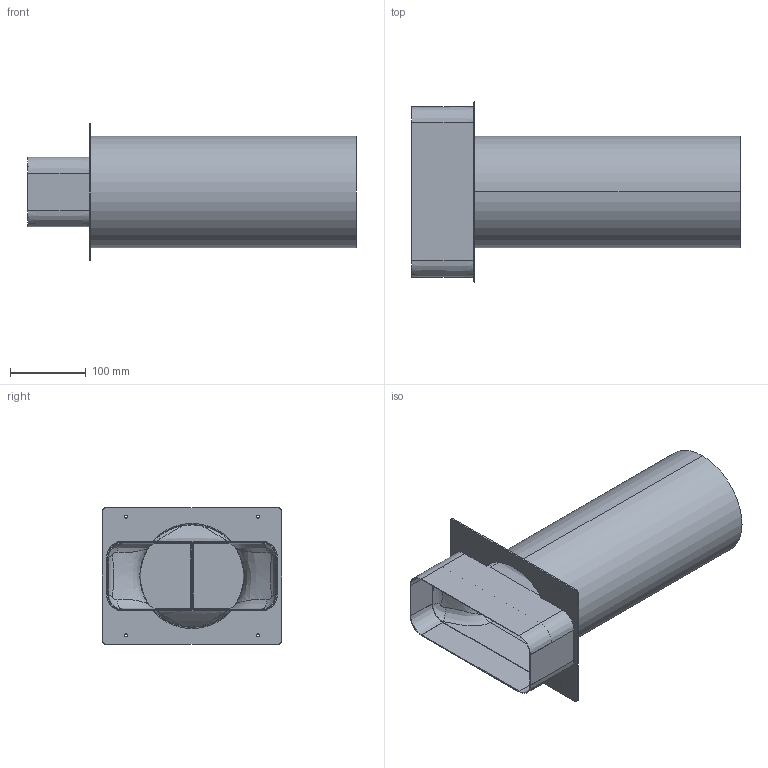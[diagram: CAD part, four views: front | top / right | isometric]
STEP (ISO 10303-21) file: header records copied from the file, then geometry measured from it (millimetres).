
FILE_DESCRIPTION(('STEP AP214'),'1');
FILE_NAME('4043028_V 150 Maueranschlussstutzen 2.STP','2023-07-18T12:20:20',(' '),(' '),'Spatial InterOp 3D',' ',' ');
FILE_SCHEMA(('AUTOMOTIVE_DESIGN { 1 0 10303 214 1 1 1 1 }'));
Length unit declared in the file: millimetre
Products named in the file (1): gerades Prisma
Bounding box: 433 x 237 x 180 mm (x, y, z)
Volume: 579378.4 mm3; surface area: 574214.2 mm2
Topology: 4 solids, 4 shells, 225 faces, 609 edges, 391 vertices
Faces by surface type: bspline 76, cylinder 52, plane 43, cone 42, torus 8, sphere 4
Entity records: 26439 total; most frequent: CARTESIAN_POINT 21284, ORIENTED_EDGE 1210, DIRECTION 880, EDGE_CURVE 605, VERTEX_POINT 391, AXIS2_PLACEMENT_3D 355, EDGE_LOOP 248, B_SPLINE_CURVE_WITH_KNOTS 233
